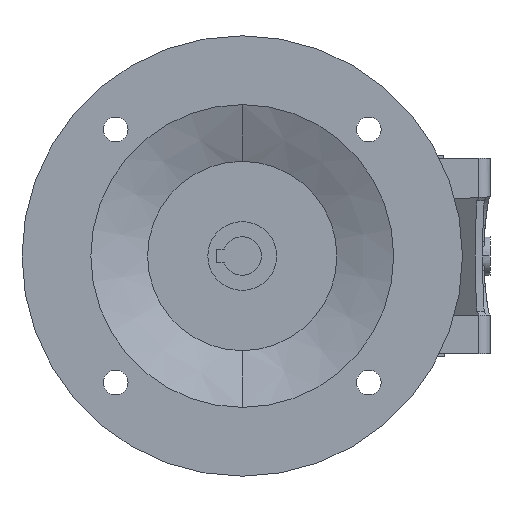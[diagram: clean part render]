
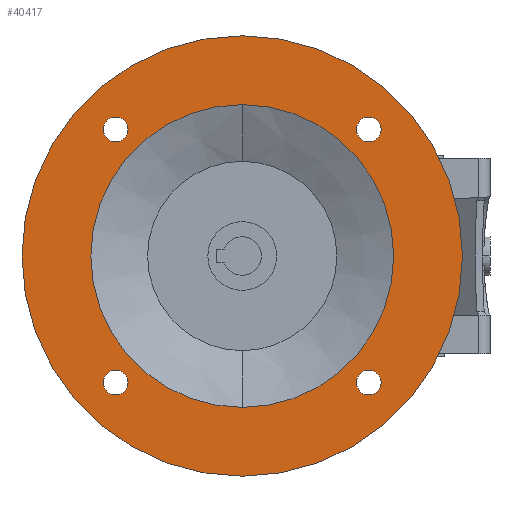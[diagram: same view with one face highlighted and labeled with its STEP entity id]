
A CAD part, left-side view. The second image highlights one B-rep face of the part: STEP entity #40417.
In plain terms, the highlighted planar face has unit normal (-1, 0, 0).
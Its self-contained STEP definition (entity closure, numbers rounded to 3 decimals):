
#39944=CARTESIAN_POINT('',(-16.,0.,0.));
#39945=DIRECTION('',(-1.,0.,0.));
#39946=DIRECTION('',(0.,0.,1.));
#39947=AXIS2_PLACEMENT_3D('',#39944,#39945,#39946);
#39949=CARTESIAN_POINT('',(-16.,0.,0.));
#39950=DIRECTION('',(-1.,0.,0.));
#39951=DIRECTION('',(0.,0.,-1.));
#39952=AXIS2_PLACEMENT_3D('',#39949,#39950,#39951);
#39954=CARTESIAN_POINT('',(-16.,45.962,-45.962));
#39955=DIRECTION('',(1.,0.,0.));
#39956=DIRECTION('',(0.,0.,-1.));
#39957=AXIS2_PLACEMENT_3D('',#39954,#39955,#39956);
#39959=CARTESIAN_POINT('',(-16.,45.962,-45.962));
#39960=DIRECTION('',(1.,0.,0.));
#39961=DIRECTION('',(0.,0.,1.));
#39962=AXIS2_PLACEMENT_3D('',#39959,#39960,#39961);
#39964=CARTESIAN_POINT('',(-16.,-45.962,-45.962));
#39965=DIRECTION('',(1.,0.,0.));
#39966=DIRECTION('',(0.,0.,-1.));
#39967=AXIS2_PLACEMENT_3D('',#39964,#39965,#39966);
#39969=CARTESIAN_POINT('',(-16.,-45.962,-45.962));
#39970=DIRECTION('',(1.,0.,0.));
#39971=DIRECTION('',(0.,0.,1.));
#39972=AXIS2_PLACEMENT_3D('',#39969,#39970,#39971);
#39974=CARTESIAN_POINT('',(-16.,-45.962,45.962));
#39975=DIRECTION('',(1.,0.,0.));
#39976=DIRECTION('',(0.,0.,-1.));
#39977=AXIS2_PLACEMENT_3D('',#39974,#39975,#39976);
#39979=CARTESIAN_POINT('',(-16.,-45.962,45.962));
#39980=DIRECTION('',(1.,0.,0.));
#39981=DIRECTION('',(0.,0.,1.));
#39982=AXIS2_PLACEMENT_3D('',#39979,#39980,#39981);
#39984=CARTESIAN_POINT('',(-16.,45.962,45.962));
#39985=DIRECTION('',(1.,0.,0.));
#39986=DIRECTION('',(0.,0.,-1.));
#39987=AXIS2_PLACEMENT_3D('',#39984,#39985,#39986);
#39989=CARTESIAN_POINT('',(-16.,45.962,45.962));
#39990=DIRECTION('',(1.,0.,0.));
#39991=DIRECTION('',(0.,0.,1.));
#39992=AXIS2_PLACEMENT_3D('',#39989,#39990,#39991);
#39994=CARTESIAN_POINT('',(-16.,0.,0.));
#39995=DIRECTION('',(1.,0.,0.));
#39996=DIRECTION('',(0.,0.,-1.));
#39997=AXIS2_PLACEMENT_3D('',#39994,#39995,#39996);
#39999=CARTESIAN_POINT('',(-16.,0.,0.));
#40000=DIRECTION('',(1.,0.,0.));
#40001=DIRECTION('',(0.,0.,1.));
#40002=AXIS2_PLACEMENT_3D('',#39999,#40000,#40001);
#40178=CARTESIAN_POINT('',(-16.,45.962,-50.462));
#40180=VERTEX_POINT('',#40178);
#40184=CARTESIAN_POINT('',(-16.,45.962,-41.462));
#40185=VERTEX_POINT('',#40184);
#40190=CARTESIAN_POINT('',(-16.,-45.962,-50.462));
#40191=VERTEX_POINT('',#40190);
#40192=CARTESIAN_POINT('',(-16.,-45.962,-41.462));
#40193=VERTEX_POINT('',#40192);
#40198=CARTESIAN_POINT('',(-16.,-45.962,41.462));
#40199=VERTEX_POINT('',#40198);
#40200=CARTESIAN_POINT('',(-16.,-45.962,50.462));
#40201=VERTEX_POINT('',#40200);
#40206=CARTESIAN_POINT('',(-16.,45.962,41.462));
#40207=VERTEX_POINT('',#40206);
#40208=CARTESIAN_POINT('',(-16.,45.962,50.462));
#40209=VERTEX_POINT('',#40208);
#40222=CARTESIAN_POINT('',(-16.,0.,-80.));
#40223=VERTEX_POINT('',#40222);
#40224=CARTESIAN_POINT('',(-16.,0.,80.));
#40225=VERTEX_POINT('',#40224);
#40230=CARTESIAN_POINT('',(-16.,0.,-55.));
#40231=VERTEX_POINT('',#40230);
#40232=CARTESIAN_POINT('',(-16.,0.,55.));
#40233=VERTEX_POINT('',#40232);
#40378=CARTESIAN_POINT('',(-16.,55.,0.));
#40379=DIRECTION('',(1.,0.,0.));
#40380=DIRECTION('',(0.,0.,-1.));
#40381=AXIS2_PLACEMENT_3D('',#40378,#40379,#40380);
#40382=PLANE('',#40381);
#40383=ORIENTED_EDGE('',*,*,#40358,.F.);
#40384=ORIENTED_EDGE('',*,*,#40371,.F.);
#40385=EDGE_LOOP('',(#40383,#40384));
#40386=FACE_OUTER_BOUND('',#40385,.F.);
#40388=ORIENTED_EDGE('',*,*,#40387,.F.);
#40390=ORIENTED_EDGE('',*,*,#40389,.F.);
#40391=EDGE_LOOP('',(#40388,#40390));
#40392=FACE_BOUND('',#40391,.F.);
#40394=ORIENTED_EDGE('',*,*,#40393,.F.);
#40396=ORIENTED_EDGE('',*,*,#40395,.F.);
#40397=EDGE_LOOP('',(#40394,#40396));
#40398=FACE_BOUND('',#40397,.F.);
#40400=ORIENTED_EDGE('',*,*,#40399,.F.);
#40402=ORIENTED_EDGE('',*,*,#40401,.F.);
#40403=EDGE_LOOP('',(#40400,#40402));
#40404=FACE_BOUND('',#40403,.F.);
#40406=ORIENTED_EDGE('',*,*,#40405,.F.);
#40408=ORIENTED_EDGE('',*,*,#40407,.F.);
#40409=EDGE_LOOP('',(#40406,#40408));
#40410=FACE_BOUND('',#40409,.F.);
#40412=ORIENTED_EDGE('',*,*,#40411,.F.);
#40414=ORIENTED_EDGE('',*,*,#40413,.F.);
#40415=EDGE_LOOP('',(#40412,#40414));
#40416=FACE_BOUND('',#40415,.F.);
#40417=ADVANCED_FACE('',(#40386,#40392,#40398,#40404,#40410,#40416),#40382,.F.);
#39948=CIRCLE('',#39947,80.);
#39953=CIRCLE('',#39952,80.);
#39958=CIRCLE('',#39957,4.5);
#39963=CIRCLE('',#39962,4.5);
#39968=CIRCLE('',#39967,4.5);
#39973=CIRCLE('',#39972,4.5);
#39978=CIRCLE('',#39977,4.5);
#39983=CIRCLE('',#39982,4.5);
#39988=CIRCLE('',#39987,4.5);
#39993=CIRCLE('',#39992,4.5);
#39998=CIRCLE('',#39997,55.);
#40003=CIRCLE('',#40002,55.);
#40358=EDGE_CURVE('',#40225,#40223,#39948,.T.);
#40371=EDGE_CURVE('',#40223,#40225,#39953,.T.);
#40387=EDGE_CURVE('',#40180,#40185,#39958,.T.);
#40389=EDGE_CURVE('',#40185,#40180,#39963,.T.);
#40393=EDGE_CURVE('',#40191,#40193,#39968,.T.);
#40395=EDGE_CURVE('',#40193,#40191,#39973,.T.);
#40399=EDGE_CURVE('',#40199,#40201,#39978,.T.);
#40401=EDGE_CURVE('',#40201,#40199,#39983,.T.);
#40405=EDGE_CURVE('',#40207,#40209,#39988,.T.);
#40407=EDGE_CURVE('',#40209,#40207,#39993,.T.);
#40411=EDGE_CURVE('',#40231,#40233,#39998,.T.);
#40413=EDGE_CURVE('',#40233,#40231,#40003,.T.);
